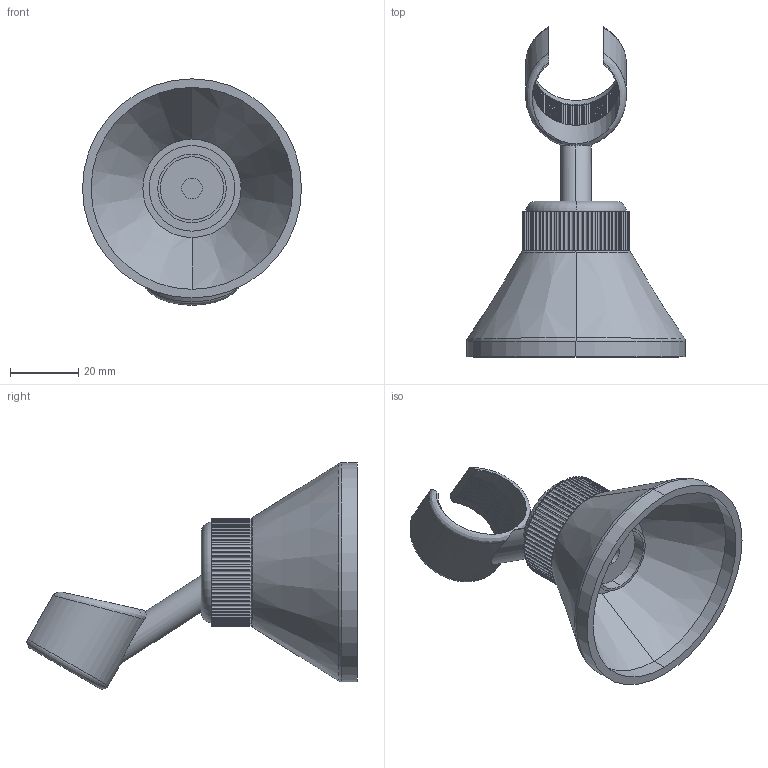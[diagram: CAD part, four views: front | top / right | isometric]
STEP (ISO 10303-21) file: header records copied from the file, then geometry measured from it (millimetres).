
FILE_DESCRIPTION((''),'2;1');
FILE_NAME('ZSUP015CR','2021-11-15T17:03:50',('ut3'),('PAFFONI SpA'),'CREO PARAMETRIC BY PTC INC, 2020044','CREO PARAMETRIC BY PTC INC, 2020044','');
FILE_SCHEMA(('CONFIG_CONTROL_DESIGN','SHAPE_APPEARANCE_LAYERS_GROUPS'));
Length unit declared in the file: millimetre
Products named in the file (1): ZSUP015CR
Bounding box: 64 x 96.48 x 66.11 mm (x, y, z)
Volume: 26666.3 mm3; surface area: 23119.8 mm2
Topology: 1 solids, 1 shells, 560 faces, 1462 edges, 915 vertices
Faces by surface type: cylinder 360, plane 186, torus 7, cone 4, bspline 2, sphere 1
Entity records: 22259 total; most frequent: CARTESIAN_POINT 3851, DIRECTION 3465, ORIENTED_EDGE 2924, AXIS2_PLACEMENT_3D 1545, EDGE_CURVE 1462, CIRCLE 987, VERTEX_POINT 915, EDGE_LOOP 571
